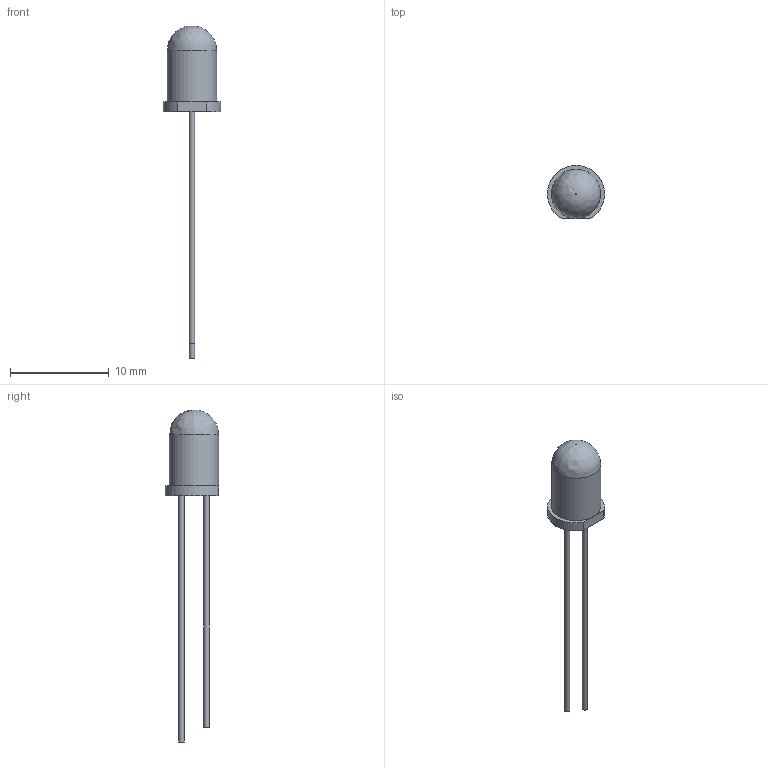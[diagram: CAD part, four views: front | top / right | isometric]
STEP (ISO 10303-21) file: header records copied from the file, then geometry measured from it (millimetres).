
FILE_DESCRIPTION(/* description */ (''),/* implementation_level */ '2;1');
FILE_NAME(/* name */ 'LED 5mm yellow.step',/* time_stamp */ '2019-03-13T00:37:20+01:00',/* author */ ('mkochendoerfer'),/* organization */ (''),/* preprocessor_version */ 'ST-DEVELOPER v17.2',/* originating_system */ 'Autodesk Translation Framework v7.6.0.251',/* authorisation */ '');
FILE_SCHEMA (('AUTOMOTIVE_DESIGN { 1 0 10303 214 3 1 1 }'));
Length unit declared in the file: millimetre
Products named in the file (4): LED 5mm gelb; Leuchtkörper 5mm; Anode; Kadode
Assembly tree (3 placements, depth 2):
  LED 5mm gelb
    Leuchtkörper 5mm
    Anode
    Kadode
Bounding box: 5.8 x 5.4 x 33.7 mm (x, y, z)
Volume: 172.1 mm3; surface area: 254.3 mm2
Topology: 3 solids, 3 shells, 13 faces, 21 edges, 14 vertices
Faces by surface type: plane 8, cylinder 4, bspline 1
Full cylindrical faces by diameter (mm): 0.54 x2, 5 x1
Entity records: 470 total; most frequent: CARTESIAN_POINT 82, DIRECTION 74, ORIENTED_EDGE 42, AXIS2_PLACEMENT_3D 33, EDGE_CURVE 21, VERTEX_POINT 14, FACE_OUTER_BOUND 13, EDGE_LOOP 13
